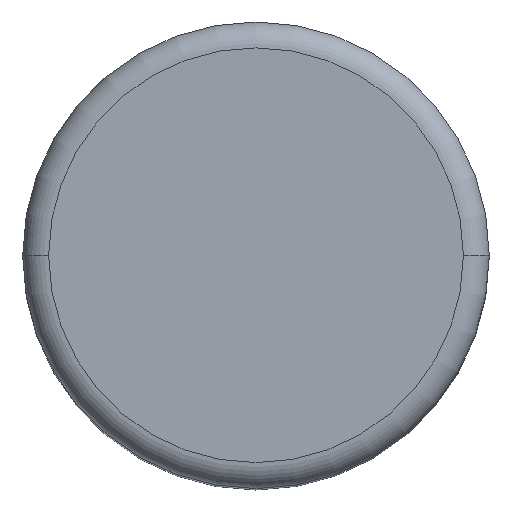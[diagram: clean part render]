
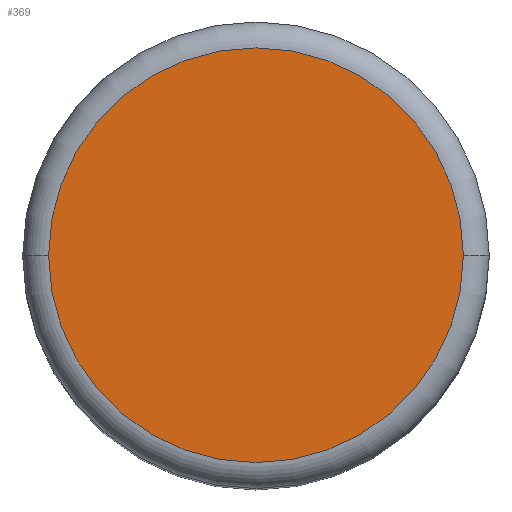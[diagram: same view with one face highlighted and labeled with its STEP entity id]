
A CAD part, top view. The second image highlights one B-rep face of the part: STEP entity #369.
In plain terms, the highlighted planar face has unit normal (0, 0, 1).
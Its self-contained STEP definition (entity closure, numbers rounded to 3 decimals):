
#19=CARTESIAN_POINT('',(0.,0.,0.));
#20=DIRECTION('',(0.,0.,1.));
#21=DIRECTION('',(-1.,0.,0.));
#22=AXIS2_PLACEMENT_3D('',#19,#20,#21);
#28=CARTESIAN_POINT('',(0.,0.,0.));
#29=DIRECTION('',(0.,0.,1.));
#30=DIRECTION('',(1.,0.,0.));
#31=AXIS2_PLACEMENT_3D('',#28,#29,#30);
#326=CARTESIAN_POINT('',(-8.,0.,0.));
#327=CARTESIAN_POINT('',(8.,0.,0.));
#328=VERTEX_POINT('',#326);
#329=VERTEX_POINT('',#327);
#358=CARTESIAN_POINT('',(0.,0.,0.));
#359=DIRECTION('',(0.,0.,1.));
#360=DIRECTION('',(1.,0.,0.));
#361=AXIS2_PLACEMENT_3D('',#358,#359,#360);
#362=PLANE('',#361);
#364=ORIENTED_EDGE('',*,*,#363,.F.);
#366=ORIENTED_EDGE('',*,*,#365,.F.);
#367=EDGE_LOOP('',(#364,#366));
#368=FACE_OUTER_BOUND('',#367,.F.);
#369=ADVANCED_FACE('',(#368),#362,.T.);
#23=CIRCLE('',#22,8.);
#32=CIRCLE('',#31,8.);
#363=EDGE_CURVE('',#328,#329,#23,.T.);
#365=EDGE_CURVE('',#329,#328,#32,.T.);
